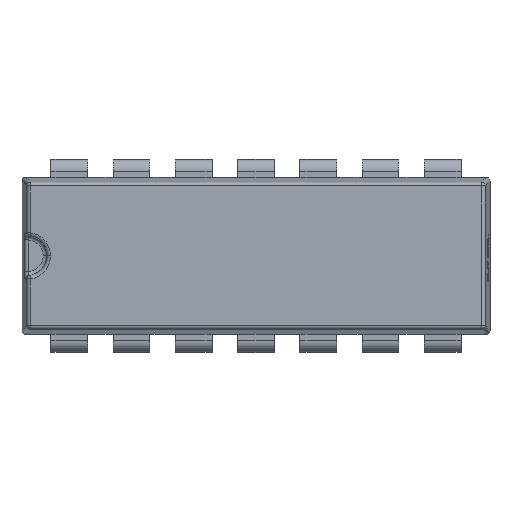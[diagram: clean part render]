
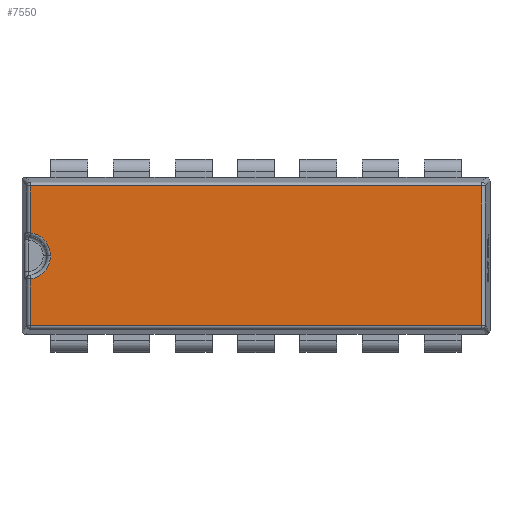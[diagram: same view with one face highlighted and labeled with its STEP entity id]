
A CAD part, top view. The second image highlights one B-rep face of the part: STEP entity #7550.
In plain terms, the highlighted planar face has unit normal (0, 0, 1).
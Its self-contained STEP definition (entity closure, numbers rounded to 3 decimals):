
#45 = DIRECTION ( 'NONE',  ( 0., 1., 0. ) ) ;
#326 = ORIENTED_EDGE ( 'NONE', *, *, #6670, .T. ) ;
#1329 = EDGE_CURVE ( 'NONE', #18261, #5821, #18744, .T. ) ;
#1407 = VECTOR ( 'NONE', #3339, 1000. ) ;
#2079 = LINE ( 'NONE', #12633, #13300 ) ;
#3069 = CARTESIAN_POINT ( 'NONE',  ( -9.204, 0., 3.825 ) ) ;
#3134 = DIRECTION ( 'NONE',  ( 1., 0., 0. ) ) ;
#3287 = ORIENTED_EDGE ( 'NONE', *, *, #1329, .T. ) ;
#3339 = DIRECTION ( 'NONE',  ( 0., -1., 0. ) ) ;
#3751 = EDGE_CURVE ( 'NONE', #16179, #10860, #23576, .T. ) ;
#4609 = AXIS2_PLACEMENT_3D ( 'NONE', #7261, #23335, #3134 ) ;
#4610 = AXIS2_PLACEMENT_3D ( 'NONE', #23636, #7222, #14578 ) ;
#4832 = DIRECTION ( 'NONE',  ( 1., 0., 0. ) ) ;
#4973 = CARTESIAN_POINT ( 'NONE',  ( 0., -2.854, 3.825 ) ) ;
#5585 = EDGE_CURVE ( 'NONE', #10860, #17934, #2079, .T. ) ;
#5800 = CARTESIAN_POINT ( 'NONE',  ( 9.204, -2.854, 3.825 ) ) ;
#5821 = VERTEX_POINT ( 'NONE', #8114 ) ;
#5890 = PLANE ( 'NONE',  #4610 ) ;
#6670 = EDGE_CURVE ( 'NONE', #17934, #9697, #12448, .T. ) ;
#7222 = DIRECTION ( 'NONE',  ( 0., 0., 1. ) ) ;
#7261 = CARTESIAN_POINT ( 'NONE',  ( -9.334, 0., 3.825 ) ) ;
#7550 = ADVANCED_FACE ( 'NONE', ( #13029 ), #5890, .T. ) ;
#7571 = VECTOR ( 'NONE', #12754, 1000. ) ;
#8114 = CARTESIAN_POINT ( 'NONE',  ( -8.384, 0., 3.825 ) ) ;
#8778 = LINE ( 'NONE', #3069, #7571 ) ;
#9697 = VERTEX_POINT ( 'NONE', #12964 ) ;
#10270 = CARTESIAN_POINT ( 'NONE',  ( 9.204, 2.854, 3.825 ) ) ;
#10860 = VERTEX_POINT ( 'NONE', #5800 ) ;
#11324 = VECTOR ( 'NONE', #19405, 1000. ) ;
#11325 = ORIENTED_EDGE ( 'NONE', *, *, #5585, .T. ) ;
#11444 = EDGE_CURVE ( 'NONE', #5821, #18056, #16129, .T. ) ;
#12448 = LINE ( 'NONE', #14262, #23598 ) ;
#12496 = ORIENTED_EDGE ( 'NONE', *, *, #14806, .T. ) ;
#12545 = ORIENTED_EDGE ( 'NONE', *, *, #3751, .T. ) ;
#12633 = CARTESIAN_POINT ( 'NONE',  ( 9.204, 0., 3.825 ) ) ;
#12754 = DIRECTION ( 'NONE',  ( 0., -1., 0. ) ) ;
#12964 = CARTESIAN_POINT ( 'NONE',  ( -9.204, 2.854, 3.825 ) ) ;
#13029 = FACE_OUTER_BOUND ( 'NONE', #14388, .T. ) ;
#13300 = VECTOR ( 'NONE', #45, 1000. ) ;
#14146 = ORIENTED_EDGE ( 'NONE', *, *, #11444, .T. ) ;
#14262 = CARTESIAN_POINT ( 'NONE',  ( 0., 2.854, 3.825 ) ) ;
#14388 = EDGE_LOOP ( 'NONE', ( #326, #20661, #3287, #14146, #12496, #12545, #11325 ) ) ;
#14578 = DIRECTION ( 'NONE',  ( 1., 0., 0. ) ) ;
#14806 = EDGE_CURVE ( 'NONE', #18056, #16179, #8778, .T. ) ;
#15479 = EDGE_CURVE ( 'NONE', #9697, #18261, #19835, .T. ) ;
#16129 = CIRCLE ( 'NONE', #4609, 0.95 ) ;
#16179 = VERTEX_POINT ( 'NONE', #20720 ) ;
#17213 = AXIS2_PLACEMENT_3D ( 'NONE', #21228, #21464, #4832 ) ;
#17582 = DIRECTION ( 'NONE',  ( -1., 0., 0. ) ) ;
#17934 = VERTEX_POINT ( 'NONE', #10270 ) ;
#18056 = VERTEX_POINT ( 'NONE', #23538 ) ;
#18261 = VERTEX_POINT ( 'NONE', #22457 ) ;
#18744 = CIRCLE ( 'NONE', #17213, 0.95 ) ;
#19347 = CARTESIAN_POINT ( 'NONE',  ( -9.204, 0., 3.825 ) ) ;
#19405 = DIRECTION ( 'NONE',  ( 1., 0., 0. ) ) ;
#19835 = LINE ( 'NONE', #19347, #1407 ) ;
#20661 = ORIENTED_EDGE ( 'NONE', *, *, #15479, .T. ) ;
#20720 = CARTESIAN_POINT ( 'NONE',  ( -9.204, -2.854, 3.825 ) ) ;
#21228 = CARTESIAN_POINT ( 'NONE',  ( -9.334, 0., 3.825 ) ) ;
#21464 = DIRECTION ( 'NONE',  ( 0., 0., -1. ) ) ;
#22457 = CARTESIAN_POINT ( 'NONE',  ( -9.204, 0.941, 3.825 ) ) ;
#23335 = DIRECTION ( 'NONE',  ( 0., 0., -1. ) ) ;
#23538 = CARTESIAN_POINT ( 'NONE',  ( -9.204, -0.941, 3.825 ) ) ;
#23576 = LINE ( 'NONE', #4973, #11324 ) ;
#23598 = VECTOR ( 'NONE', #17582, 1000. ) ;
#23636 = CARTESIAN_POINT ( 'NONE',  ( 0., 0., 3.825 ) ) ;
